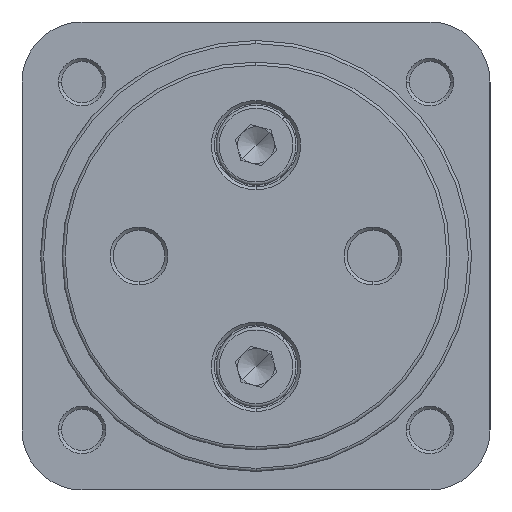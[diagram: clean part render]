
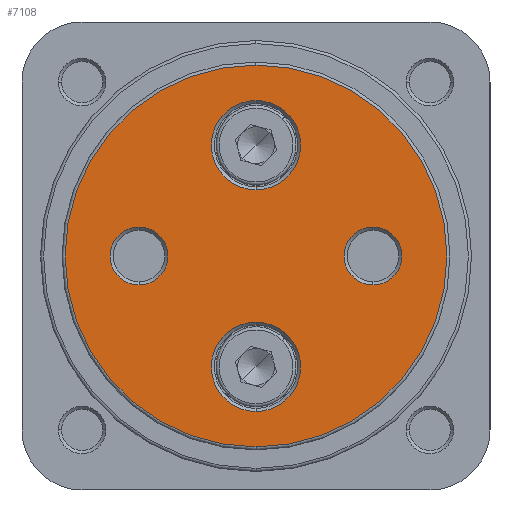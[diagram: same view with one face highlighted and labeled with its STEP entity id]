
A CAD part, left-side view. The second image highlights one B-rep face of the part: STEP entity #7108.
In plain terms, the highlighted planar face has unit normal (-1, 0, 0).
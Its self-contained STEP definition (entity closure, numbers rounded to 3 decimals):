
#467 = EDGE_LOOP ( 'NONE', ( #781, #780 ) ) ;
#476 = EDGE_LOOP ( 'NONE', ( #785, #784 ) ) ;
#478 = EDGE_LOOP ( 'NONE', ( #783, #782 ) ) ;
#479 = EDGE_LOOP ( 'NONE', ( #779, #778 ) ) ;
#480 = EDGE_LOOP ( 'NONE', ( #777, #776 ) ) ;
#776 = ORIENTED_EDGE ( 'NONE', *, *, #7399, .T. ) ;
#777 = ORIENTED_EDGE ( 'NONE', *, *, #7772, .T. ) ;
#778 = ORIENTED_EDGE ( 'NONE', *, *, #7447, .T. ) ;
#779 = ORIENTED_EDGE ( 'NONE', *, *, #7679, .T. ) ;
#780 = ORIENTED_EDGE ( 'NONE', *, *, #7342, .T. ) ;
#781 = ORIENTED_EDGE ( 'NONE', *, *, #7741, .T. ) ;
#782 = ORIENTED_EDGE ( 'NONE', *, *, #7323, .T. ) ;
#783 = ORIENTED_EDGE ( 'NONE', *, *, #7738, .T. ) ;
#784 = ORIENTED_EDGE ( 'NONE', *, *, #7670, .T. ) ;
#785 = ORIENTED_EDGE ( 'NONE', *, *, #7876, .T. ) ;
#1186 = FACE_BOUND ( 'NONE', #478, .T. ) ;
#1188 = FACE_OUTER_BOUND ( 'NONE', #476, .T. ) ;
#1189 = FACE_BOUND ( 'NONE', #480, .T. ) ;
#1191 = FACE_BOUND ( 'NONE', #467, .T. ) ;
#1193 = FACE_BOUND ( 'NONE', #479, .T. ) ;
#1308 = CARTESIAN_POINT ( 'NONE',  ( 0., 0., -18. ) ) ;
#1320 = DIRECTION ( 'NONE',  ( 1., 0., 0. ) ) ;
#1323 = DIRECTION ( 'NONE',  ( 0., 0., -1. ) ) ;
#1364 = CARTESIAN_POINT ( 'NONE',  ( 0., 0., 18. ) ) ;
#1365 = DIRECTION ( 'NONE',  ( 1., 0., 0. ) ) ;
#1366 = DIRECTION ( 'NONE',  ( 0., 0., -1. ) ) ;
#1491 = CARTESIAN_POINT ( 'NONE',  ( 0., 19., 0. ) ) ;
#1492 = DIRECTION ( 'NONE',  ( 1., 0., 0. ) ) ;
#1493 = DIRECTION ( 'NONE',  ( 0., 0., -1. ) ) ;
#1597 = CARTESIAN_POINT ( 'NONE',  ( 0., -19., 0. ) ) ;
#1598 = DIRECTION ( 'NONE',  ( 1., 0., 0. ) ) ;
#1599 = DIRECTION ( 'NONE',  ( 0., 0., -1. ) ) ;
#2133 = CARTESIAN_POINT ( 'NONE',  ( 0., 0., 0. ) ) ;
#2140 = DIRECTION ( 'NONE',  ( -1., 0., 0. ) ) ;
#2141 = DIRECTION ( 'NONE',  ( 0., 0., -1. ) ) ;
#2153 = CARTESIAN_POINT ( 'NONE',  ( 0., -19., 0. ) ) ;
#2163 = DIRECTION ( 'NONE',  ( 1., 0., 0. ) ) ;
#2164 = DIRECTION ( 'NONE',  ( 0., 0., -1. ) ) ;
#2305 = CARTESIAN_POINT ( 'NONE',  ( 0., 0., -18. ) ) ;
#2306 = DIRECTION ( 'NONE',  ( 1., 0., 0. ) ) ;
#2307 = DIRECTION ( 'NONE',  ( 0., 0., -1. ) ) ;
#2313 = CARTESIAN_POINT ( 'NONE',  ( 0., 0., 18. ) ) ;
#2314 = DIRECTION ( 'NONE',  ( 1., 0., 0. ) ) ;
#2315 = DIRECTION ( 'NONE',  ( 0., 0., -1. ) ) ;
#2389 = CARTESIAN_POINT ( 'NONE',  ( 0., 19., 0. ) ) ;
#2399 = DIRECTION ( 'NONE',  ( 1., 0., 0. ) ) ;
#2400 = DIRECTION ( 'NONE',  ( 0., 0., -1. ) ) ;
#2464 = CIRCLE ( 'NONE', #8427, 7.25 ) ;
#2467 = CIRCLE ( 'NONE', #8426, 7.25 ) ;
#2507 = CIRCLE ( 'NONE', #8442, 4.7 ) ;
#2669 = CIRCLE ( 'NONE', #3297, 31. ) ;
#3031 = CARTESIAN_POINT ( 'NONE',  ( 0., 0., 0. ) ) ;
#3042 = DIRECTION ( 'NONE',  ( -1., 0., 0. ) ) ;
#3043 = DIRECTION ( 'NONE',  ( 0., 0., -1. ) ) ;
#3297 = AXIS2_PLACEMENT_3D ( 'NONE', #3031, #3042, #3043 ) ;
#3414 = CARTESIAN_POINT ( 'NONE',  ( 0., 0., 10.75 ) ) ;
#3415 = CARTESIAN_POINT ( 'NONE',  ( 0., 0., 25.25 ) ) ;
#3418 = CARTESIAN_POINT ( 'NONE',  ( 0., 0., -25.25 ) ) ;
#3419 = CARTESIAN_POINT ( 'NONE',  ( 0., 0., -10.75 ) ) ;
#3446 = CARTESIAN_POINT ( 'NONE',  ( 0., 19., -4.7 ) ) ;
#3447 = CARTESIAN_POINT ( 'NONE',  ( 0., 19., 4.7 ) ) ;
#3450 = CARTESIAN_POINT ( 'NONE',  ( 0., -19., -4.7 ) ) ;
#3451 = CARTESIAN_POINT ( 'NONE',  ( 0., -19., 4.7 ) ) ;
#4197 = PLANE ( 'NONE',  #8092 ) ;
#4204 = CARTESIAN_POINT ( 'NONE',  ( 0., 0., 0. ) ) ;
#4213 = DIRECTION ( 'NONE',  ( 1., 0., 0. ) ) ;
#4214 = DIRECTION ( 'NONE',  ( 0., 0., -1. ) ) ;
#5125 = CIRCLE ( 'NONE', #8272, 7.25 ) ;
#5159 = CIRCLE ( 'NONE', #8275, 7.25 ) ;
#5260 = CIRCLE ( 'NONE', #8290, 4.7 ) ;
#5345 = CIRCLE ( 'NONE', #8300, 4.7 ) ;
#5695 = CIRCLE ( 'NONE', #8396, 31. ) ;
#5708 = CIRCLE ( 'NONE', #8401, 4.7 ) ;
#6274 = VERTEX_POINT ( 'NONE', #6842 ) ;
#6277 = VERTEX_POINT ( 'NONE', #6840 ) ;
#6297 = VERTEX_POINT ( 'NONE', #3414 ) ;
#6298 = VERTEX_POINT ( 'NONE', #3415 ) ;
#6301 = VERTEX_POINT ( 'NONE', #3418 ) ;
#6302 = VERTEX_POINT ( 'NONE', #3419 ) ;
#6329 = VERTEX_POINT ( 'NONE', #3446 ) ;
#6330 = VERTEX_POINT ( 'NONE', #3447 ) ;
#6333 = VERTEX_POINT ( 'NONE', #3450 ) ;
#6334 = VERTEX_POINT ( 'NONE', #3451 ) ;
#6840 = CARTESIAN_POINT ( 'NONE',  ( 0., 0., -31. ) ) ;
#6842 = CARTESIAN_POINT ( 'NONE',  ( 0., 0., 31. ) ) ;
#7108 = ADVANCED_FACE ( 'NONE', ( #1188, #1186, #1191, #1193, #1189 ), #4197, .F. ) ;
#7323 = EDGE_CURVE ( 'NONE', #6301, #6302, #5125, .T. ) ;
#7342 = EDGE_CURVE ( 'NONE', #6297, #6298, #5159, .T. ) ;
#7399 = EDGE_CURVE ( 'NONE', #6329, #6330, #5260, .T. ) ;
#7447 = EDGE_CURVE ( 'NONE', #6333, #6334, #5345, .T. ) ;
#7670 = EDGE_CURVE ( 'NONE', #6274, #6277, #5695, .T. ) ;
#7679 = EDGE_CURVE ( 'NONE', #6334, #6333, #5708, .T. ) ;
#7738 = EDGE_CURVE ( 'NONE', #6302, #6301, #2464, .T. ) ;
#7741 = EDGE_CURVE ( 'NONE', #6298, #6297, #2467, .T. ) ;
#7772 = EDGE_CURVE ( 'NONE', #6330, #6329, #2507, .T. ) ;
#7876 = EDGE_CURVE ( 'NONE', #6277, #6274, #2669, .T. ) ;
#8092 = AXIS2_PLACEMENT_3D ( 'NONE', #4204, #4213, #4214 ) ;
#8272 = AXIS2_PLACEMENT_3D ( 'NONE', #1308, #1320, #1323 ) ;
#8275 = AXIS2_PLACEMENT_3D ( 'NONE', #1364, #1365, #1366 ) ;
#8290 = AXIS2_PLACEMENT_3D ( 'NONE', #1491, #1492, #1493 ) ;
#8300 = AXIS2_PLACEMENT_3D ( 'NONE', #1597, #1598, #1599 ) ;
#8396 = AXIS2_PLACEMENT_3D ( 'NONE', #2133, #2140, #2141 ) ;
#8401 = AXIS2_PLACEMENT_3D ( 'NONE', #2153, #2163, #2164 ) ;
#8426 = AXIS2_PLACEMENT_3D ( 'NONE', #2313, #2314, #2315 ) ;
#8427 = AXIS2_PLACEMENT_3D ( 'NONE', #2305, #2306, #2307 ) ;
#8442 = AXIS2_PLACEMENT_3D ( 'NONE', #2389, #2399, #2400 ) ;
